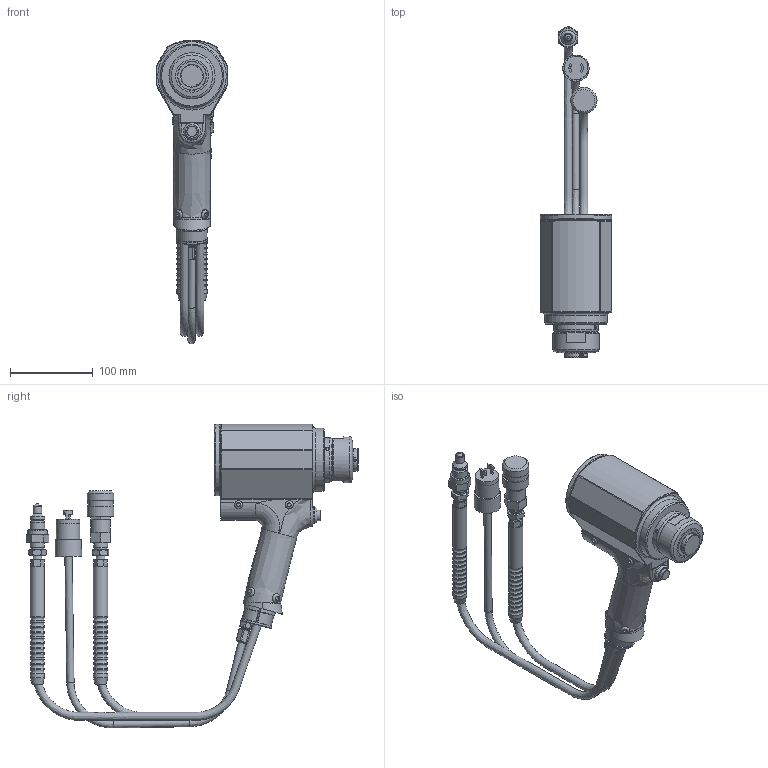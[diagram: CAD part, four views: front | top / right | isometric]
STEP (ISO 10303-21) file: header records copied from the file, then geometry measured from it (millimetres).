
FILE_DESCRIPTION(/* description */ (''),/* implementation_level */ '2;1');
FILE_NAME(/* name */ 'SF32_99-7894_CLR.stp',/* time_stamp */ '2014-11-03T09:21:58-05:00',/* author */ (''),/* organization */ (''),/* preprocessor_version */ 'ST-DEVELOPER v15',/* originating_system */ 'SIEMENS PLM Software NX 9.0',/* authorisation */ '');
FILE_SCHEMA (('CONFIG_CONTROL_DESIGN'));
Length unit declared in the file: inch
Products named in the file (1): sf32_stp
Bounding box: 86.36 x 400.47 x 366.57 mm (x, y, z)
Volume: 1324394 mm3; surface area: 208917 mm2
Topology: 1 solids, 1 shells, 860 faces, 2199 edges, 1363 vertices
Faces by surface type: plane 363, cylinder 220, torus 92, bspline 70, cone 69, sphere 46
Full cylindrical faces by diameter (mm): 1.524 x2, 2.54 x2, 2.705 x1, 3.52 x2, 4.826 x4, 6.35 x4, 8.763 x4, 9.144 x4, 9.36 x1, 9.652 x2, 10.16 x1, 10.858 x1, 11.684 x2, 12.7 x1, 15.113 x2, 15.24 x1, 16.891 x2, 17.145 x24, 17.78 x2, 20.625 x1, 23.368 x1, 23.495 x1, 28.423 x1, 28.448 x1, 30.48 x1, 31.75 x3, 47.752 x1, 48.133 x1, 53.95 x1, 55.575 x1
Entity records: 31407 total; most frequent: CARTESIAN_POINT 12588, ORIENTED_EDGE 3778, DIRECTION 3758, EDGE_CURVE 1889, AXIS2_PLACEMENT_3D 1491, VERTEX_POINT 1256, EDGE_LOOP 1117, ADVANCED_FACE 860
